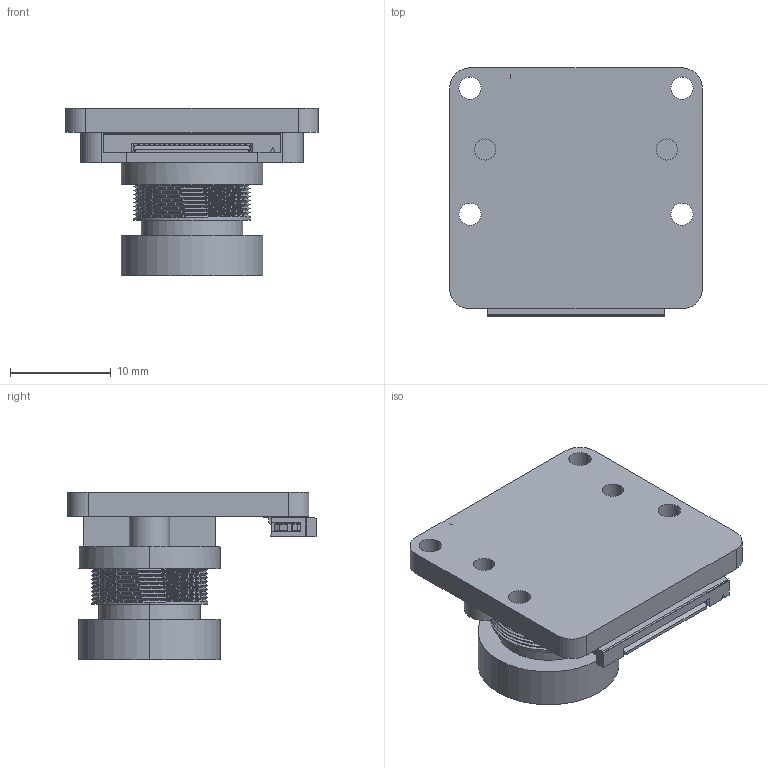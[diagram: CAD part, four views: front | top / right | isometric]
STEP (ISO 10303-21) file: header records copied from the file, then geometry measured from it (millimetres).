
FILE_DESCRIPTION (( 'STEP AP214' ), '1' );
FILE_NAME ('B0370.STEP', '2022-01-23T09:06:48', ( '' ), ( '' ), 'SwSTEP 2.0', 'SolidWorks 2021', '' );
FILE_SCHEMA (( 'AUTOMOTIVE_DESIGN' ));
Length unit declared in the file: millimetre
Products named in the file (1): B0370
Bounding box: 25 x 24.58 x 16.58 mm (x, y, z)
Volume: 3484.5 mm3; surface area: 3360.9 mm2
Topology: 4 solids, 4 shells, 718 faces, 2099 edges, 1391 vertices
Faces by surface type: plane 638, cylinder 77, bspline 3
Entity records: 31598 total; most frequent: CARTESIAN_POINT 5322, ORIENTED_EDGE 4198, DIRECTION 3627, EDGE_CURVE 2099, LINE 1925, VECTOR 1925, VERTEX_POINT 1391, AXIS2_PLACEMENT_3D 851
